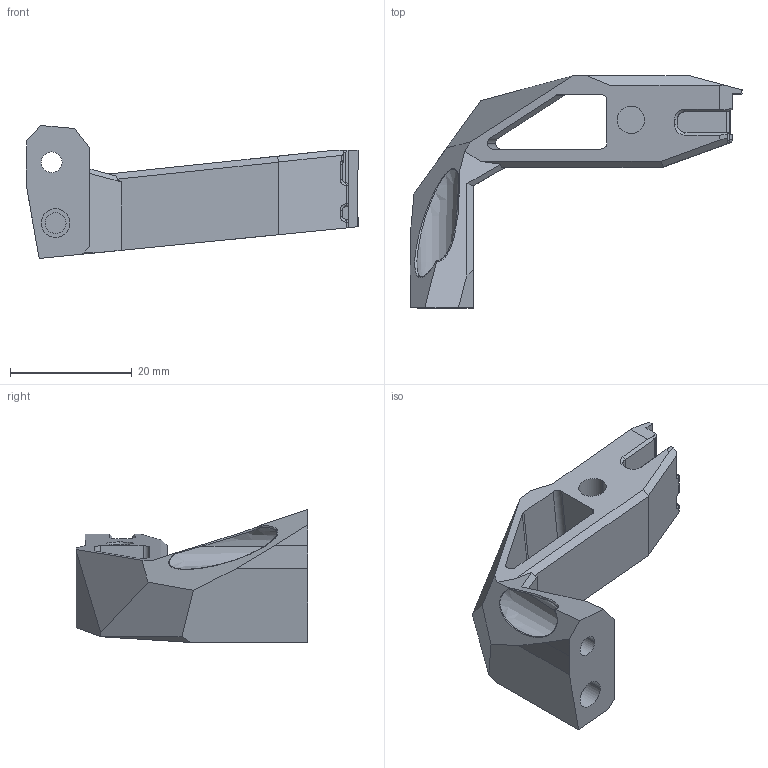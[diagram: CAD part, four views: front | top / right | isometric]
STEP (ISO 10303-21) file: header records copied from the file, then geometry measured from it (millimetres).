
FILE_DESCRIPTION (( 'STEP AP214' ), '1' );
FILE_NAME ('CW2 chain anchor FOR CAN-BUS.STEP', '2022-12-19T10:02:32', ( 'Windows User' ), ( 'P R C' ), 'SwSTEP 2.0', 'SolidWorks 2022', '' );
FILE_SCHEMA (( 'AUTOMOTIVE_DESIGN' ));
Length unit declared in the file: millimetre
Products named in the file (1): CW2 chain anchor FOR CAN-BUS
Bounding box: 54.46 x 38.05 x 21.81 mm (x, y, z)
Volume: 8332.9 mm3; surface area: 4687.9 mm2
Topology: 1 solids, 1 shells, 134 faces, 349 edges, 217 vertices
Faces by surface type: plane 59, cylinder 39, bspline 23, torus 6, sphere 4, cone 3
Entity records: 5069 total; most frequent: CARTESIAN_POINT 1767, ORIENTED_EDGE 692, DIRECTION 584, EDGE_CURVE 346, VERTEX_POINT 217, AXIS2_PLACEMENT_3D 195, VECTOR 194, LINE 194
